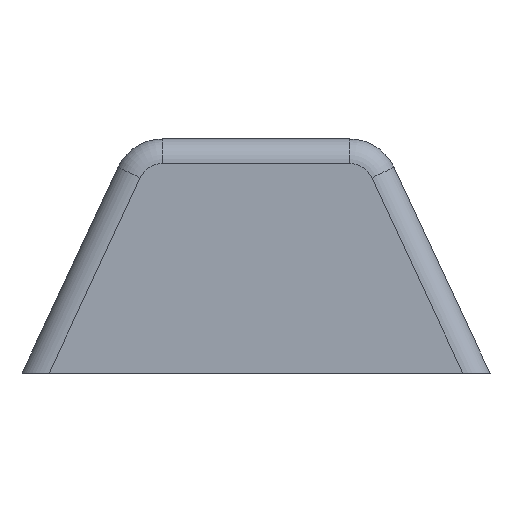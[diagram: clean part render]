
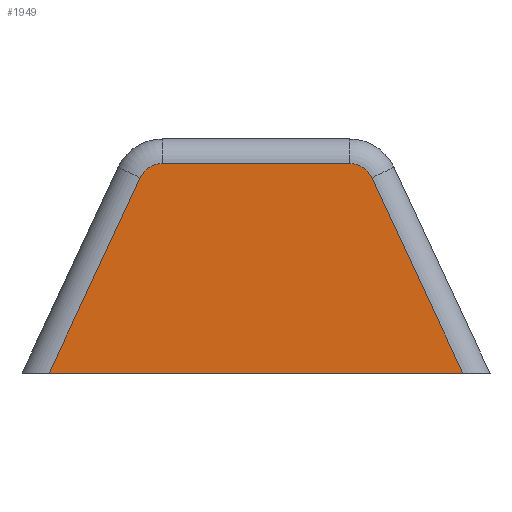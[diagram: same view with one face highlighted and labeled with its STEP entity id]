
A CAD part, left-side view. The second image highlights one B-rep face of the part: STEP entity #1949.
In plain terms, the highlighted planar face has unit normal (-1, 0, 0).
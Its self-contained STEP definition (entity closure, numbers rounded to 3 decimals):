
#103 = CYLINDRICAL_SURFACE('',#104,1.);
#104 = AXIS2_PLACEMENT_3D('',#105,#106,#107);
#105 = CARTESIAN_POINT('',(1.,5.718,8.53));
#106 = DIRECTION('',(0.,1.,0.));
#107 = DIRECTION('',(-1.,0.,0.));
#702 = TOROIDAL_SURFACE('',#703,1.,1.);
#703 = AXIS2_PLACEMENT_3D('',#704,#705,#706);
#704 = CARTESIAN_POINT('',(1.,13.329,7.53));
#705 = DIRECTION('',(1.,0.,0.));
#706 = DIRECTION('',(0.,0.,1.));
#718 = VERTEX_POINT('',#719);
#719 = CARTESIAN_POINT('',(0.,5.718,8.53));
#733 = TOROIDAL_SURFACE('',#734,1.,1.);
#734 = AXIS2_PLACEMENT_3D('',#735,#736,#737);
#735 = CARTESIAN_POINT('',(1.,5.718,7.53));
#736 = DIRECTION('',(1.,0.,0.));
#737 = DIRECTION('',(0.,-0.906,0.423));
#746 = VERTEX_POINT('',#747);
#747 = CARTESIAN_POINT('',(0.,13.329,8.53));
#767 = EDGE_CURVE('',#718,#746,#768,.T.);
#768 = SURFACE_CURVE('',#769,(#773,#780),.PCURVE_S1.);
#769 = LINE('',#770,#771);
#770 = CARTESIAN_POINT('',(0.,5.718,8.53));
#771 = VECTOR('',#772,1.);
#772 = DIRECTION('',(0.,1.,0.));
#773 = PCURVE('',#103,#774);
#774 = DEFINITIONAL_REPRESENTATION('',(#775),#779);
#775 = LINE('',#776,#777);
#776 = CARTESIAN_POINT('',(0.,0.));
#777 = VECTOR('',#778,1.);
#778 = DIRECTION('',(0.,1.));
#779 = ( GEOMETRIC_REPRESENTATION_CONTEXT(2) 
PARAMETRIC_REPRESENTATION_CONTEXT() REPRESENTATION_CONTEXT('2D SPACE',''
  ) );
#780 = PCURVE('',#781,#786);
#781 = PLANE('',#782);
#782 = AXIS2_PLACEMENT_3D('',#783,#784,#785);
#783 = CARTESIAN_POINT('',(0.,0.,0.));
#784 = DIRECTION('',(1.,0.,0.));
#785 = DIRECTION('',(0.,0.,1.));
#786 = DEFINITIONAL_REPRESENTATION('',(#787),#791);
#787 = LINE('',#788,#789);
#788 = CARTESIAN_POINT('',(8.53,-5.718));
#789 = VECTOR('',#790,1.);
#790 = DIRECTION('',(0.,-1.));
#791 = ( GEOMETRIC_REPRESENTATION_CONTEXT(2) 
PARAMETRIC_REPRESENTATION_CONTEXT() REPRESENTATION_CONTEXT('2D SPACE',''
  ) );
#1695 = PLANE('',#1696);
#1696 = AXIS2_PLACEMENT_3D('',#1697,#1698,#1699);
#1697 = CARTESIAN_POINT('',(0.,0.,0.));
#1698 = DIRECTION('',(0.,0.,1.));
#1699 = DIRECTION('',(1.,0.,0.));
#1711 = EDGE_CURVE('',#746,#1712,#1714,.T.);
#1712 = VERTEX_POINT('',#1713);
#1713 = CARTESIAN_POINT('',(0.,14.235,7.953));
#1714 = SURFACE_CURVE('',#1715,(#1720,#1727),.PCURVE_S1.);
#1715 = CIRCLE('',#1716,1.);
#1716 = AXIS2_PLACEMENT_3D('',#1717,#1718,#1719);
#1717 = CARTESIAN_POINT('',(0.,13.329,7.53));
#1718 = DIRECTION('',(-1.,0.,0.));
#1719 = DIRECTION('',(0.,0.,1.));
#1720 = PCURVE('',#702,#1721);
#1721 = DEFINITIONAL_REPRESENTATION('',(#1722),#1726);
#1722 = LINE('',#1723,#1724);
#1723 = CARTESIAN_POINT('',(0.,4.712));
#1724 = VECTOR('',#1725,1.);
#1725 = DIRECTION('',(-1.,0.));
#1726 = ( GEOMETRIC_REPRESENTATION_CONTEXT(2) 
PARAMETRIC_REPRESENTATION_CONTEXT() REPRESENTATION_CONTEXT('2D SPACE',''
  ) );
#1727 = PCURVE('',#781,#1728);
#1728 = DEFINITIONAL_REPRESENTATION('',(#1729),#1737);
#1729 = ( BOUNDED_CURVE() B_SPLINE_CURVE(2,(#1730,#1731,#1732,#1733,
#1734,#1735,#1736),.UNSPECIFIED.,.T.,.F.) B_SPLINE_CURVE_WITH_KNOTS((1,2
    ,2,2,2,1),(-2.094,0.,2.094,4.189,
6.283,8.378),.UNSPECIFIED.) CURVE() 
GEOMETRIC_REPRESENTATION_ITEM() RATIONAL_B_SPLINE_CURVE((1.,0.5,1.,0.5,
1.,0.5,1.)) REPRESENTATION_ITEM('') );
#1730 = CARTESIAN_POINT('',(8.53,-13.329));
#1731 = CARTESIAN_POINT('',(8.53,-15.061));
#1732 = CARTESIAN_POINT('',(7.03,-14.195));
#1733 = CARTESIAN_POINT('',(5.53,-13.329));
#1734 = CARTESIAN_POINT('',(7.03,-12.463));
#1735 = CARTESIAN_POINT('',(8.53,-11.597));
#1736 = CARTESIAN_POINT('',(8.53,-13.329));
#1737 = ( GEOMETRIC_REPRESENTATION_CONTEXT(2) 
PARAMETRIC_REPRESENTATION_CONTEXT() REPRESENTATION_CONTEXT('2D SPACE',''
  ) );
#1753 = CYLINDRICAL_SURFACE('',#1754,1.);
#1754 = AXIS2_PLACEMENT_3D('',#1755,#1756,#1757);
#1755 = CARTESIAN_POINT('',(1.,14.235,7.953));
#1756 = DIRECTION('',(0.,0.423,-0.906));
#1757 = DIRECTION('',(-1.,0.,0.));
#1896 = VERTEX_POINT('',#1897);
#1897 = CARTESIAN_POINT('',(0.,4.812,7.953));
#1911 = CYLINDRICAL_SURFACE('',#1912,1.);
#1912 = AXIS2_PLACEMENT_3D('',#1913,#1914,#1915);
#1913 = CARTESIAN_POINT('',(1.,0.906,-0.423));
#1914 = DIRECTION('',(0.,0.423,0.906));
#1915 = DIRECTION('',(-1.,0.,0.));
#1922 = EDGE_CURVE('',#1896,#718,#1923,.T.);
#1923 = SURFACE_CURVE('',#1924,(#1929,#1936),.PCURVE_S1.);
#1924 = CIRCLE('',#1925,1.);
#1925 = AXIS2_PLACEMENT_3D('',#1926,#1927,#1928);
#1926 = CARTESIAN_POINT('',(0.,5.718,7.53));
#1927 = DIRECTION('',(-1.,0.,0.));
#1928 = DIRECTION('',(0.,-0.906,0.423));
#1929 = PCURVE('',#733,#1930);
#1930 = DEFINITIONAL_REPRESENTATION('',(#1931),#1935);
#1931 = LINE('',#1932,#1933);
#1932 = CARTESIAN_POINT('',(0.,4.712));
#1933 = VECTOR('',#1934,1.);
#1934 = DIRECTION('',(-1.,0.));
#1935 = ( GEOMETRIC_REPRESENTATION_CONTEXT(2) 
PARAMETRIC_REPRESENTATION_CONTEXT() REPRESENTATION_CONTEXT('2D SPACE',''
  ) );
#1936 = PCURVE('',#781,#1937);
#1937 = DEFINITIONAL_REPRESENTATION('',(#1938),#1946);
#1938 = ( BOUNDED_CURVE() B_SPLINE_CURVE(2,(#1939,#1940,#1941,#1942,
#1943,#1944,#1945),.UNSPECIFIED.,.T.,.F.) B_SPLINE_CURVE_WITH_KNOTS((1,2
    ,2,2,2,1),(-2.094,0.,2.094,4.189,
6.283,8.378),.UNSPECIFIED.) CURVE() 
GEOMETRIC_REPRESENTATION_ITEM() RATIONAL_B_SPLINE_CURVE((1.,0.5,1.,0.5,
1.,0.5,1.)) REPRESENTATION_ITEM('') );
#1939 = CARTESIAN_POINT('',(7.953,-4.812));
#1940 = CARTESIAN_POINT('',(9.522,-5.544));
#1941 = CARTESIAN_POINT('',(8.104,-6.537));
#1942 = CARTESIAN_POINT('',(6.685,-7.531));
#1943 = CARTESIAN_POINT('',(6.534,-5.805));
#1944 = CARTESIAN_POINT('',(6.383,-4.08));
#1945 = CARTESIAN_POINT('',(7.953,-4.812));
#1946 = ( GEOMETRIC_REPRESENTATION_CONTEXT(2) 
PARAMETRIC_REPRESENTATION_CONTEXT() REPRESENTATION_CONTEXT('2D SPACE',''
  ) );
#1949 = ADVANCED_FACE('',(#1950),#781,.F.);
#1950 = FACE_BOUND('',#1951,.F.);
#1951 = EDGE_LOOP('',(#1952,#1977,#1998,#1999,#2000,#2001));
#1952 = ORIENTED_EDGE('',*,*,#1953,.T.);
#1953 = EDGE_CURVE('',#1954,#1956,#1958,.T.);
#1954 = VERTEX_POINT('',#1955);
#1955 = CARTESIAN_POINT('',(0.,1.103,0.));
#1956 = VERTEX_POINT('',#1957);
#1957 = CARTESIAN_POINT('',(0.,17.944,0.));
#1958 = SURFACE_CURVE('',#1959,(#1963,#1970),.PCURVE_S1.);
#1959 = LINE('',#1960,#1961);
#1960 = CARTESIAN_POINT('',(0.,0.,0.));
#1961 = VECTOR('',#1962,1.);
#1962 = DIRECTION('',(0.,1.,0.));
#1963 = PCURVE('',#781,#1964);
#1964 = DEFINITIONAL_REPRESENTATION('',(#1965),#1969);
#1965 = LINE('',#1966,#1967);
#1966 = CARTESIAN_POINT('',(0.,0.));
#1967 = VECTOR('',#1968,1.);
#1968 = DIRECTION('',(0.,-1.));
#1969 = ( GEOMETRIC_REPRESENTATION_CONTEXT(2) 
PARAMETRIC_REPRESENTATION_CONTEXT() REPRESENTATION_CONTEXT('2D SPACE',''
  ) );
#1970 = PCURVE('',#1695,#1971);
#1971 = DEFINITIONAL_REPRESENTATION('',(#1972),#1976);
#1972 = LINE('',#1973,#1974);
#1973 = CARTESIAN_POINT('',(0.,0.));
#1974 = VECTOR('',#1975,1.);
#1975 = DIRECTION('',(0.,1.));
#1976 = ( GEOMETRIC_REPRESENTATION_CONTEXT(2) 
PARAMETRIC_REPRESENTATION_CONTEXT() REPRESENTATION_CONTEXT('2D SPACE',''
  ) );
#1977 = ORIENTED_EDGE('',*,*,#1978,.F.);
#1978 = EDGE_CURVE('',#1712,#1956,#1979,.T.);
#1979 = SURFACE_CURVE('',#1980,(#1984,#1991),.PCURVE_S1.);
#1980 = LINE('',#1981,#1982);
#1981 = CARTESIAN_POINT('',(0.,14.235,7.953));
#1982 = VECTOR('',#1983,1.);
#1983 = DIRECTION('',(0.,0.423,-0.906));
#1984 = PCURVE('',#781,#1985);
#1985 = DEFINITIONAL_REPRESENTATION('',(#1986),#1990);
#1986 = LINE('',#1987,#1988);
#1987 = CARTESIAN_POINT('',(7.953,-14.235));
#1988 = VECTOR('',#1989,1.);
#1989 = DIRECTION('',(-0.906,-0.423));
#1990 = ( GEOMETRIC_REPRESENTATION_CONTEXT(2) 
PARAMETRIC_REPRESENTATION_CONTEXT() REPRESENTATION_CONTEXT('2D SPACE',''
  ) );
#1991 = PCURVE('',#1753,#1992);
#1992 = DEFINITIONAL_REPRESENTATION('',(#1993),#1997);
#1993 = LINE('',#1994,#1995);
#1994 = CARTESIAN_POINT('',(0.,0.));
#1995 = VECTOR('',#1996,1.);
#1996 = DIRECTION('',(0.,1.));
#1997 = ( GEOMETRIC_REPRESENTATION_CONTEXT(2) 
PARAMETRIC_REPRESENTATION_CONTEXT() REPRESENTATION_CONTEXT('2D SPACE',''
  ) );
#1998 = ORIENTED_EDGE('',*,*,#1711,.F.);
#1999 = ORIENTED_EDGE('',*,*,#767,.F.);
#2000 = ORIENTED_EDGE('',*,*,#1922,.F.);
#2001 = ORIENTED_EDGE('',*,*,#2002,.F.);
#2002 = EDGE_CURVE('',#1954,#1896,#2003,.T.);
#2003 = SURFACE_CURVE('',#2004,(#2008,#2015),.PCURVE_S1.);
#2004 = LINE('',#2005,#2006);
#2005 = CARTESIAN_POINT('',(0.,0.906,-0.423));
#2006 = VECTOR('',#2007,1.);
#2007 = DIRECTION('',(0.,0.423,0.906));
#2008 = PCURVE('',#781,#2009);
#2009 = DEFINITIONAL_REPRESENTATION('',(#2010),#2014);
#2010 = LINE('',#2011,#2012);
#2011 = CARTESIAN_POINT('',(-0.423,-0.906));
#2012 = VECTOR('',#2013,1.);
#2013 = DIRECTION('',(0.906,-0.423));
#2014 = ( GEOMETRIC_REPRESENTATION_CONTEXT(2) 
PARAMETRIC_REPRESENTATION_CONTEXT() REPRESENTATION_CONTEXT('2D SPACE',''
  ) );
#2015 = PCURVE('',#1911,#2016);
#2016 = DEFINITIONAL_REPRESENTATION('',(#2017),#2021);
#2017 = LINE('',#2018,#2019);
#2018 = CARTESIAN_POINT('',(0.,0.));
#2019 = VECTOR('',#2020,1.);
#2020 = DIRECTION('',(0.,1.));
#2021 = ( GEOMETRIC_REPRESENTATION_CONTEXT(2) 
PARAMETRIC_REPRESENTATION_CONTEXT() REPRESENTATION_CONTEXT('2D SPACE',''
  ) );
